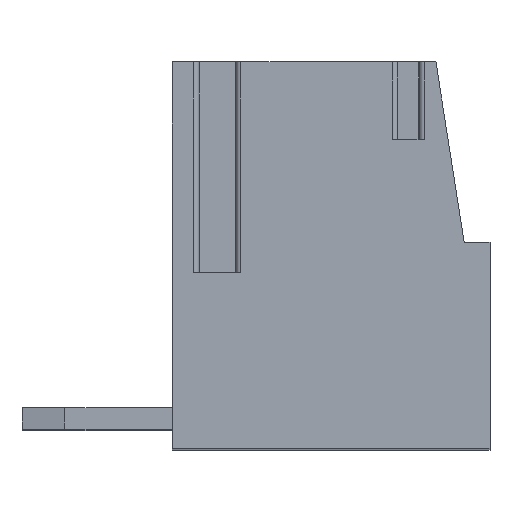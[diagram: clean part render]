
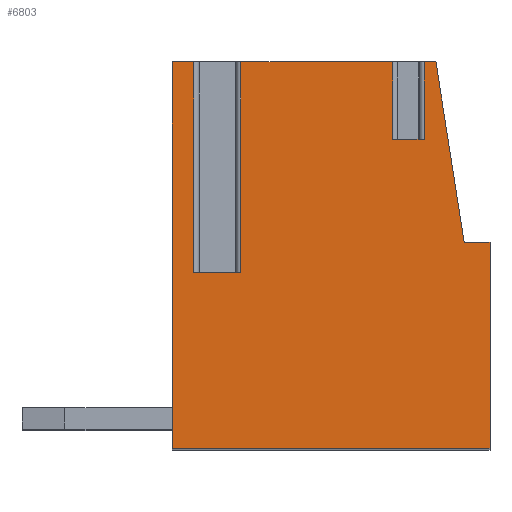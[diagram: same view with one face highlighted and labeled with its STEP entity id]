
A CAD part, top view. The second image highlights one B-rep face of the part: STEP entity #6803.
In plain terms, the highlighted planar face has unit normal (0, 0, 1).
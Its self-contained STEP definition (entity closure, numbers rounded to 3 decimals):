
#2157=DIRECTION('',(0.,1.,0.));
#2158=VECTOR('',#2157,1.8);
#2159=CARTESIAN_POINT('',(1.436,2.4,1.905));
#2160=LINE('',#2159,#2158);
#2161=DIRECTION('',(0.,1.,0.));
#2162=VECTOR('',#2161,1.8);
#2163=CARTESIAN_POINT('',(2.164,2.4,1.905));
#2164=LINE('',#2163,#2162);
#2165=DIRECTION('',(-1.,0.,0.));
#2166=VECTOR('',#2165,0.276);
#2167=CARTESIAN_POINT('',(2.44,4.2,1.905));
#2168=LINE('',#2167,#2166);
#2169=DIRECTION('',(-0.155,0.988,0.));
#2170=VECTOR('',#2169,4.252);
#2171=CARTESIAN_POINT('',(3.1,0.,1.905));
#2172=LINE('',#2171,#2170);
#2173=DIRECTION('',(-1.,0.,0.));
#2174=VECTOR('',#2173,0.6);
#2175=CARTESIAN_POINT('',(3.7,0.,1.905));
#2176=LINE('',#2175,#2174);
#2177=DIRECTION('',(0.,1.,0.));
#2178=VECTOR('',#2177,4.8);
#2179=CARTESIAN_POINT('',(3.7,-4.8,1.905));
#2180=LINE('',#2179,#2178);
#2181=DIRECTION('',(1.,0.,0.));
#2182=VECTOR('',#2181,7.4);
#2183=CARTESIAN_POINT('',(-3.7,-4.8,1.905));
#2184=LINE('',#2183,#2182);
#2185=DIRECTION('',(0.,-1.,0.));
#2186=VECTOR('',#2185,9.);
#2187=CARTESIAN_POINT('',(-3.7,4.2,1.905));
#2188=LINE('',#2187,#2186);
#2189=DIRECTION('',(-1.,0.,0.));
#2190=VECTOR('',#2189,0.504);
#2191=CARTESIAN_POINT('',(-3.196,4.2,1.905));
#2192=LINE('',#2191,#2190);
#2193=DIRECTION('',(0.,1.,0.));
#2194=VECTOR('',#2193,4.9);
#2195=CARTESIAN_POINT('',(-3.196,-0.7,1.905));
#2196=LINE('',#2195,#2194);
#2197=DIRECTION('',(-1.,0.,0.));
#2198=VECTOR('',#2197,1.093);
#2199=CARTESIAN_POINT('',(-2.104,-0.7,1.905));
#2200=LINE('',#2199,#2198);
#2201=DIRECTION('',(0.,1.,0.));
#2202=VECTOR('',#2201,4.9);
#2203=CARTESIAN_POINT('',(-2.104,-0.7,1.905));
#2204=LINE('',#2203,#2202);
#2205=DIRECTION('',(-1.,0.,0.));
#2206=VECTOR('',#2205,3.54);
#2207=CARTESIAN_POINT('',(1.436,4.2,1.905));
#2208=LINE('',#2207,#2206);
#2218=DIRECTION('',(1.,0.,0.));
#2219=VECTOR('',#2218,0.728);
#2220=CARTESIAN_POINT('',(1.436,2.4,1.905));
#2221=LINE('',#2220,#2219);
#2937=CARTESIAN_POINT('',(3.7,0.,1.905));
#2938=CARTESIAN_POINT('',(3.1,0.,1.905));
#2939=VERTEX_POINT('',#2937);
#2940=VERTEX_POINT('',#2938);
#2941=CARTESIAN_POINT('',(2.44,4.2,1.905));
#2942=VERTEX_POINT('',#2941);
#2943=CARTESIAN_POINT('',(-3.7,4.2,1.905));
#2944=CARTESIAN_POINT('',(-3.7,-4.8,1.905));
#2945=VERTEX_POINT('',#2943);
#2946=VERTEX_POINT('',#2944);
#2947=CARTESIAN_POINT('',(3.7,-4.8,1.905));
#2948=VERTEX_POINT('',#2947);
#2981=CARTESIAN_POINT('',(-2.104,-0.7,1.905));
#2982=CARTESIAN_POINT('',(-3.196,-0.7,1.905));
#2983=VERTEX_POINT('',#2981);
#2984=VERTEX_POINT('',#2982);
#2985=CARTESIAN_POINT('',(-3.196,4.2,1.905));
#2986=VERTEX_POINT('',#2985);
#2987=CARTESIAN_POINT('',(-2.104,4.2,1.905));
#2988=VERTEX_POINT('',#2987);
#2993=CARTESIAN_POINT('',(1.436,4.2,1.905));
#2994=VERTEX_POINT('',#2993);
#2996=CARTESIAN_POINT('',(2.164,4.2,1.905));
#2998=VERTEX_POINT('',#2996);
#3061=CARTESIAN_POINT('',(1.436,2.4,1.905));
#3062=VERTEX_POINT('',#3061);
#3064=CARTESIAN_POINT('',(2.164,2.4,1.905));
#3066=VERTEX_POINT('',#3064);
#6772=CARTESIAN_POINT('',(0.,0.,1.905));
#6773=DIRECTION('',(0.,0.,1.));
#6774=DIRECTION('',(1.,0.,0.));
#6775=AXIS2_PLACEMENT_3D('',#6772,#6773,#6774);
#6776=PLANE('',#6775);
#6778=ORIENTED_EDGE('',*,*,#6777,.F.);
#6780=ORIENTED_EDGE('',*,*,#6779,.T.);
#6782=ORIENTED_EDGE('',*,*,#6781,.T.);
#6783=ORIENTED_EDGE('',*,*,#3914,.F.);
#6785=ORIENTED_EDGE('',*,*,#6784,.F.);
#6787=ORIENTED_EDGE('',*,*,#6786,.F.);
#6789=ORIENTED_EDGE('',*,*,#6788,.F.);
#6791=ORIENTED_EDGE('',*,*,#6790,.F.);
#6792=ORIENTED_EDGE('',*,*,#5895,.F.);
#6793=ORIENTED_EDGE('',*,*,#3938,.F.);
#6795=ORIENTED_EDGE('',*,*,#6794,.F.);
#6797=ORIENTED_EDGE('',*,*,#6796,.F.);
#6799=ORIENTED_EDGE('',*,*,#6798,.T.);
#6800=ORIENTED_EDGE('',*,*,#3926,.F.);
#6801=EDGE_LOOP('',(#6778,#6780,#6782,#6783,#6785,#6787,#6789,#6791,#6792,#6793,
#6795,#6797,#6799,#6800));
#6802=FACE_OUTER_BOUND('',#6801,.F.);
#3914=EDGE_CURVE('',#2942,#2998,#2168,.T.);
#3926=EDGE_CURVE('',#2994,#2988,#2208,.T.);
#3938=EDGE_CURVE('',#2986,#2945,#2192,.T.);
#5895=EDGE_CURVE('',#2945,#2946,#2188,.T.);
#6777=EDGE_CURVE('',#3062,#2994,#2160,.T.);
#6779=EDGE_CURVE('',#3062,#3066,#2221,.T.);
#6781=EDGE_CURVE('',#3066,#2998,#2164,.T.);
#6784=EDGE_CURVE('',#2940,#2942,#2172,.T.);
#6786=EDGE_CURVE('',#2939,#2940,#2176,.T.);
#6788=EDGE_CURVE('',#2948,#2939,#2180,.T.);
#6790=EDGE_CURVE('',#2946,#2948,#2184,.T.);
#6794=EDGE_CURVE('',#2984,#2986,#2196,.T.);
#6796=EDGE_CURVE('',#2983,#2984,#2200,.T.);
#6798=EDGE_CURVE('',#2983,#2988,#2204,.T.);
#6803=ADVANCED_FACE('',(#6802),#6776,.T.);
